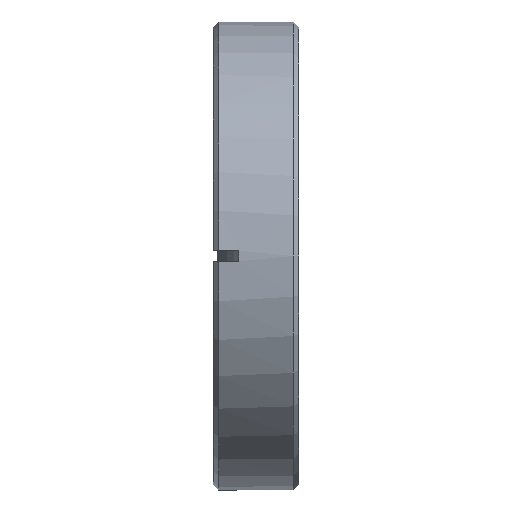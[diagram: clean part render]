
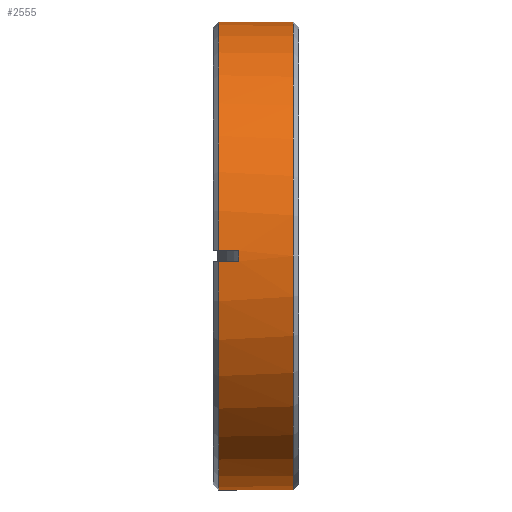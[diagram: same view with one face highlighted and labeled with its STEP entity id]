
A CAD part, left-side view. The second image highlights one B-rep face of the part: STEP entity #2555.
In plain terms, the highlighted cylindrical face has radius 34.925 mm (diameter 69.85 mm), a partial arc.
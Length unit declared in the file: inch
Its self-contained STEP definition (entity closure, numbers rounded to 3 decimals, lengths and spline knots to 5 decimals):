
#34 = EDGE_CURVE ( 'NONE', #1619, #1639, #89, .T. ) ;
#36 = EDGE_CURVE ( 'NONE', #1619, #1682, #2184, .T. ) ;
#37 = EDGE_CURVE ( 'NONE', #1631, #1639, #1116, .T. ) ;
#55 = EDGE_CURVE ( 'NONE', #1707, #1702, #2393, .T. ) ;
#62 = EDGE_CURVE ( 'NONE', #1698, #1631, #2681, .T. ) ;
#89 = LINE ( 'NONE', #179, #2201 ) ;
#117 = CARTESIAN_POINT ( 'NONE',  ( -1.77061, 1.27995, -0.33264 ) ) ;
#118 = CARTESIAN_POINT ( 'NONE',  ( -1.77037, 1.27998, -0.3843 ) ) ;
#129 = CARTESIAN_POINT ( 'NONE',  ( -1.77061, 1.27995, -0.37397 ) ) ;
#135 = DIRECTION ( 'NONE',  ( 0., -1., 0. ) ) ;
#143 = CARTESIAN_POINT ( 'NONE',  ( -0.39572, 1.39786, -0.3533 ) ) ;
#145 = CARTESIAN_POINT ( 'NONE',  ( -1.77084, 1.27992, -0.35331 ) ) ;
#157 = DIRECTION ( 'NONE',  ( 0., 0., 1. ) ) ;
#158 = DIRECTION ( 'NONE',  ( 0., 1., 0. ) ) ;
#175 = CARTESIAN_POINT ( 'NONE',  ( -1.77037, 1.27998, -0.3223 ) ) ;
#179 = CARTESIAN_POINT ( 'NONE',  ( -1.77037, 0.92786, -0.3223 ) ) ;
#337 = CARTESIAN_POINT ( 'NONE',  ( -1.77037, 1.39786, -0.3843 ) ) ;
#368 = CARTESIAN_POINT ( 'NONE',  ( -0.39572, 1.39786, -1.7283 ) ) ;
#372 = CARTESIAN_POINT ( 'NONE',  ( -0.39572, 1.39786, 1.0217 ) ) ;
#388 = CARTESIAN_POINT ( 'NONE',  ( -0.39572, 0.95786, -1.7283 ) ) ;
#394 = CARTESIAN_POINT ( 'NONE',  ( -0.39572, 0.95786, 1.0217 ) ) ;
#416 = DIRECTION ( 'NONE',  ( 0., 0., 1. ) ) ;
#417 = DIRECTION ( 'NONE',  ( 0., 1., 0. ) ) ;
#418 = CARTESIAN_POINT ( 'NONE',  ( -0.39572, 1.39786, -0.3533 ) ) ;
#435 = DIRECTION ( 'NONE',  ( 0., 1., 0. ) ) ;
#436 = CARTESIAN_POINT ( 'NONE',  ( -0.39572, 0.92786, 1.0217 ) ) ;
#447 = LINE ( 'NONE', #436, #2431 ) ;
#479 = DIRECTION ( 'NONE',  ( 0., 0., 1. ) ) ;
#480 = CYLINDRICAL_SURFACE ( 'NONE', #756, 1.375 ) ;
#481 = CARTESIAN_POINT ( 'NONE',  ( -0.39572, 0.92786, -0.3533 ) ) ;
#482 = FACE_OUTER_BOUND ( 'NONE', #1303, .T. ) ;
#491 = DIRECTION ( 'NONE',  ( 0., 1., 0. ) ) ;
#684 = CARTESIAN_POINT ( 'NONE',  ( -1.77037, 1.27998, -0.3223 ) ) ;
#688 = CARTESIAN_POINT ( 'NONE',  ( -1.77037, 1.27998, -0.3843 ) ) ;
#695 = CARTESIAN_POINT ( 'NONE',  ( -1.77037, 1.39786, -0.3223 ) ) ;
#756 = AXIS2_PLACEMENT_3D ( 'NONE', #481, #491, #479 ) ;
#799 = AXIS2_PLACEMENT_3D ( 'NONE', #418, #417, #416 ) ;
#846 = CIRCLE ( 'NONE', #799, 1.375 ) ;
#873 = EDGE_CURVE ( 'NONE', #1707, #1684, #2564, .T. ) ;
#1116 = B_SPLINE_CURVE_WITH_KNOTS ( 'NONE', 3,
 ( #118, #129, #145, #117, #175 ),
 .UNSPECIFIED., .F., .F.,
 ( 4, 1, 4 ),
 ( 0.06848, 0.06927, 0.07005 ),
 .UNSPECIFIED. ) ;
#1184 = ORIENTED_EDGE ( 'NONE', *, *, #873, .F. ) ;
#1189 = ORIENTED_EDGE ( 'NONE', *, *, #34, .T. ) ;
#1211 = ORIENTED_EDGE ( 'NONE', *, *, #37, .F. ) ;
#1262 = ORIENTED_EDGE ( 'NONE', *, *, #1536, .T. ) ;
#1295 = ORIENTED_EDGE ( 'NONE', *, *, #55, .T. ) ;
#1296 = ORIENTED_EDGE ( 'NONE', *, *, #1541, .F. ) ;
#1298 = ORIENTED_EDGE ( 'NONE', *, *, #36, .F. ) ;
#1303 = EDGE_LOOP ( 'NONE', ( #1184, #1295, #1262, #1298, #1189, #1211, #1307, #1296 ) ) ;
#1307 = ORIENTED_EDGE ( 'NONE', *, *, #62, .F. ) ;
#1536 = EDGE_CURVE ( 'NONE', #1702, #1682, #447, .T. ) ;
#1541 = EDGE_CURVE ( 'NONE', #1684, #1698, #846, .T. ) ;
#1619 = VERTEX_POINT ( 'NONE', #695 ) ;
#1631 = VERTEX_POINT ( 'NONE', #688 ) ;
#1639 = VERTEX_POINT ( 'NONE', #684 ) ;
#1682 = VERTEX_POINT ( 'NONE', #372 ) ;
#1684 = VERTEX_POINT ( 'NONE', #368 ) ;
#1698 = VERTEX_POINT ( 'NONE', #337 ) ;
#1702 = VERTEX_POINT ( 'NONE', #394 ) ;
#1707 = VERTEX_POINT ( 'NONE', #388 ) ;
#2184 = CIRCLE ( 'NONE', #2425, 1.375 ) ;
#2191 = AXIS2_PLACEMENT_3D ( 'NONE', #2697, #2659, #2729 ) ;
#2200 = VECTOR ( 'NONE', #2709, 39.37008 ) ;
#2201 = VECTOR ( 'NONE', #135, 39.37008 ) ;
#2261 = VECTOR ( 'NONE', #2574, 39.37008 ) ;
#2393 = CIRCLE ( 'NONE', #2191, 1.375 ) ;
#2425 = AXIS2_PLACEMENT_3D ( 'NONE', #143, #158, #157 ) ;
#2431 = VECTOR ( 'NONE', #435, 39.37008 ) ;
#2555 = ADVANCED_FACE ( 'NONE', ( #482 ), #480, .T. ) ;
#2564 = LINE ( 'NONE', #2572, #2261 ) ;
#2572 = CARTESIAN_POINT ( 'NONE',  ( -0.39572, 0.92786, -1.7283 ) ) ;
#2574 = DIRECTION ( 'NONE',  ( 0., 1., 0. ) ) ;
#2659 = DIRECTION ( 'NONE',  ( 0., 1., 0. ) ) ;
#2665 = CARTESIAN_POINT ( 'NONE',  ( -1.77037, 0.92786, -0.3843 ) ) ;
#2681 = LINE ( 'NONE', #2665, #2200 ) ;
#2697 = CARTESIAN_POINT ( 'NONE',  ( -0.39572, 0.95786, -0.3533 ) ) ;
#2709 = DIRECTION ( 'NONE',  ( 0., -1., 0. ) ) ;
#2729 = DIRECTION ( 'NONE',  ( 0., 0., 1. ) ) ;
